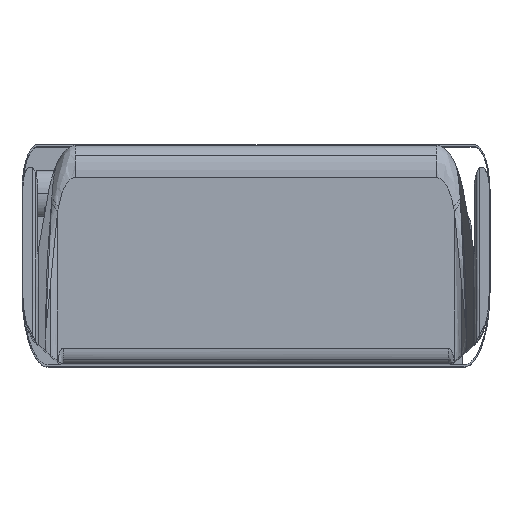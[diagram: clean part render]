
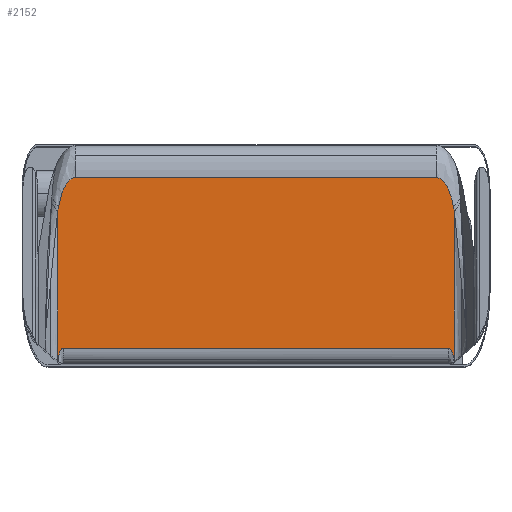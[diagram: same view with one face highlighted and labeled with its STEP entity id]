
A CAD part, top view. The second image highlights one B-rep face of the part: STEP entity #2152.
In plain terms, the highlighted planar face has unit normal (0, 0, 1).
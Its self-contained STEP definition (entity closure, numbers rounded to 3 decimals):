
#580 = CARTESIAN_POINT ( 'NONE',  ( -8.477, -4.574, 40.94 ) ) ;
#661 = CARTESIAN_POINT ( 'NONE',  ( 8.981, -4.142, 40.94 ) ) ;
#724 = CARTESIAN_POINT ( 'NONE',  ( -8.487, -4.566, 40.94 ) ) ;
#812 = FACE_OUTER_BOUND ( 'NONE', #2210, .T. ) ;
#1150 = CARTESIAN_POINT ( 'NONE',  ( 8.678, 3.284, 40.94 ) ) ;
#1164 = CARTESIAN_POINT ( 'NONE',  ( -8.482, -4.57, 40.94 ) ) ;
#1289 = CARTESIAN_POINT ( 'NONE',  ( -8.485, -4.567, 40.94 ) ) ;
#1351 = CARTESIAN_POINT ( 'NONE',  ( 8.372, -4.02, 40.94 ) ) ;
#1464 =( BOUNDED_CURVE ( )  B_SPLINE_CURVE ( 3, ( #9629, #19016, #7331, #3654 ),
 .UNSPECIFIED., .F., .T. ) 
 B_SPLINE_CURVE_WITH_KNOTS ( ( 4, 4 ),
 ( 0., 1. ),
 .UNSPECIFIED. ) 
 CURVE ( )  GEOMETRIC_REPRESENTATION_ITEM ( )  RATIONAL_B_SPLINE_CURVE ( ( 1., 0.9, 0.9, 1. ) ) 
 REPRESENTATION_ITEM ( '' )  );
#1475 = EDGE_CURVE ( 'NONE', #13038, #6302, #12529, .T. ) ;
#1862 = LINE ( 'NONE', #4303, #6727 ) ;
#2046 = VECTOR ( 'NONE', #4428, 1000. ) ;
#2152 = ADVANCED_FACE ( 'NONE', ( #812 ), #28911, .F. ) ;
#2210 = EDGE_LOOP ( 'NONE', ( #4528, #3096, #23040, #26188, #19648, #9769, #9728, #23905, #10330, #16624, #9239, #11155, #2312, #18646 ) ) ;
#2312 = ORIENTED_EDGE ( 'NONE', *, *, #7729, .F. ) ;
#2754 = CARTESIAN_POINT ( 'NONE',  ( -7.737, 3.284, 40.94 ) ) ;
#2849 = CARTESIAN_POINT ( 'NONE',  ( -8.477, -4.574, 40.94 ) ) ;
#2856 = CARTESIAN_POINT ( 'NONE',  ( -8.48, -4.572, 40.94 ) ) ;
#3096 = ORIENTED_EDGE ( 'NONE', *, *, #24927, .F. ) ;
#3250 = AXIS2_PLACEMENT_3D ( 'NONE', #5530, #10112, #7675 ) ;
#3391 = CARTESIAN_POINT ( 'NONE',  ( 8.482, -4.57, 40.94 ) ) ;
#3432 = DIRECTION ( 'NONE',  ( 1., 0., 0. ) ) ;
#3654 = CARTESIAN_POINT ( 'NONE',  ( 8.457, 2.013, 40.94 ) ) ;
#4158 = DIRECTION ( 'NONE',  ( -0.759, 0.651, 0. ) ) ;
#4303 = CARTESIAN_POINT ( 'NONE',  ( -0.58, -4.02, 40.94 ) ) ;
#4359 = VERTEX_POINT ( 'NONE', #10915 ) ;
#4383 = VECTOR ( 'NONE', #3432, 1000. ) ;
#4428 = DIRECTION ( 'NONE',  ( 0., 1., 0. ) ) ;
#4528 = ORIENTED_EDGE ( 'NONE', *, *, #19452, .F. ) ;
#4535 = VERTEX_POINT ( 'NONE', #7715 ) ;
#5530 = CARTESIAN_POINT ( 'NONE',  ( 8.822, -4.664, 40.94 ) ) ;
#5620 = VERTEX_POINT ( 'NONE', #10373 ) ;
#5825 = EDGE_CURVE ( 'NONE', #21216, #13038, #18671, .T. ) ;
#6302 = VERTEX_POINT ( 'NONE', #9332 ) ;
#6594 =( BOUNDED_CURVE ( )  B_SPLINE_CURVE ( 3, ( #580, #2856, #1164, #10464 ),
 .UNSPECIFIED., .F., .F. ) 
 B_SPLINE_CURVE_WITH_KNOTS ( ( 4, 4 ),
 ( 0., 1. ),
 .UNSPECIFIED. ) 
 CURVE ( )  GEOMETRIC_REPRESENTATION_ITEM ( )  RATIONAL_B_SPLINE_CURVE ( ( 1., 1., 1., 1. ) ) 
 REPRESENTATION_ITEM ( '' )  );
#6637 = CARTESIAN_POINT ( 'NONE',  ( -8.254, -4.02, 40.94 ) ) ;
#6727 = VECTOR ( 'NONE', #29830, 1000. ) ;
#7176 = CARTESIAN_POINT ( 'NONE',  ( -8.487, 1.842, 40.94 ) ) ;
#7331 = CARTESIAN_POINT ( 'NONE',  ( 8.317, 2.814, 40.94 ) ) ;
#7675 = DIRECTION ( 'NONE',  ( 0., -1., 0. ) ) ;
#7715 = CARTESIAN_POINT ( 'NONE',  ( 8.457, 2.013, 40.94 ) ) ;
#7729 = EDGE_CURVE ( 'NONE', #28671, #19513, #29649, .T. ) ;
#8028 = CARTESIAN_POINT ( 'NONE',  ( 8.477, -4.574, 40.94 ) ) ;
#8092 = VERTEX_POINT ( 'NONE', #7176 ) ;
#8731 = LINE ( 'NONE', #11314, #23822 ) ;
#9157 = CARTESIAN_POINT ( 'NONE',  ( -8.487, -4.664, 40.94 ) ) ;
#9239 = ORIENTED_EDGE ( 'NONE', *, *, #18904, .F. ) ;
#9332 = CARTESIAN_POINT ( 'NONE',  ( 8.485, -4.567, 40.94 ) ) ;
#9629 = CARTESIAN_POINT ( 'NONE',  ( 7.737, 3.284, 40.94 ) ) ;
#9665 =( BOUNDED_CURVE ( )  B_SPLINE_CURVE ( 3, ( #17319, #3391, #24176, #27333 ),
 .UNSPECIFIED., .F., .T. ) 
 B_SPLINE_CURVE_WITH_KNOTS ( ( 4, 4 ),
 ( 0., 1. ),
 .UNSPECIFIED. ) 
 CURVE ( )  GEOMETRIC_REPRESENTATION_ITEM ( )  RATIONAL_B_SPLINE_CURVE ( ( 1., 1., 1., 1. ) ) 
 REPRESENTATION_ITEM ( '' )  );
#9728 = ORIENTED_EDGE ( 'NONE', *, *, #13818, .F. ) ;
#9769 = ORIENTED_EDGE ( 'NONE', *, *, #22299, .F. ) ;
#10112 = DIRECTION ( 'NONE',  ( 0., 0., -1. ) ) ;
#10330 = ORIENTED_EDGE ( 'NONE', *, *, #23990, .F. ) ;
#10373 = CARTESIAN_POINT ( 'NONE',  ( 8.254, -4.02, 40.94 ) ) ;
#10464 = CARTESIAN_POINT ( 'NONE',  ( -8.485, -4.567, 40.94 ) ) ;
#10788 = CARTESIAN_POINT ( 'NONE',  ( -8.477, -4.574, 40.94 ) ) ;
#10798 = CARTESIAN_POINT ( 'NONE',  ( 8.487, 1.842, 40.94 ) ) ;
#10915 = CARTESIAN_POINT ( 'NONE',  ( -8.457, 2.013, 40.94 ) ) ;
#10987 = LINE ( 'NONE', #9157, #2046 ) ;
#11155 = ORIENTED_EDGE ( 'NONE', *, *, #28512, .F. ) ;
#11314 = CARTESIAN_POINT ( 'NONE',  ( -0.887, -11.08, 40.94 ) ) ;
#11320 = CARTESIAN_POINT ( 'NONE',  ( 7.737, 3.284, 40.94 ) ) ;
#11404 = CARTESIAN_POINT ( 'NONE',  ( 8.487, -4.664, 40.94 ) ) ;
#11723 = LINE ( 'NONE', #21425, #12607 ) ;
#11949 = DIRECTION ( 'NONE',  ( 0.172, 0.985, 0. ) ) ;
#12164 =( BOUNDED_CURVE ( )  B_SPLINE_CURVE ( 3, ( #29586, #18022, #1351, #17571 ),
 .UNSPECIFIED., .F., .F. ) 
 B_SPLINE_CURVE_WITH_KNOTS ( ( 4, 4 ),
 ( 0., 1. ),
 .UNSPECIFIED. ) 
 CURVE ( )  GEOMETRIC_REPRESENTATION_ITEM ( )  RATIONAL_B_SPLINE_CURVE ( ( 1., 0.837, 0.837, 1. ) ) 
 REPRESENTATION_ITEM ( '' )  );
#12340 = VERTEX_POINT ( 'NONE', #724 ) ;
#12529 = LINE ( 'NONE', #661, #28114 ) ;
#12607 = VECTOR ( 'NONE', #28406, 1000. ) ;
#12750 = CARTESIAN_POINT ( 'NONE',  ( -8.254, -4.02, 40.94 ) ) ;
#13038 = VERTEX_POINT ( 'NONE', #27228 ) ;
#13577 = EDGE_CURVE ( 'NONE', #4535, #21216, #11723, .T. ) ;
#13818 = EDGE_CURVE ( 'NONE', #29791, #25885, #22114, .T. ) ;
#14893 = VERTEX_POINT ( 'NONE', #8028 ) ;
#16624 = ORIENTED_EDGE ( 'NONE', *, *, #24153, .F. ) ;
#16724 = CARTESIAN_POINT ( 'NONE',  ( -7.018, 10.233, 40.94 ) ) ;
#16728 = VECTOR ( 'NONE', #11949, 1000. ) ;
#17157 = CARTESIAN_POINT ( 'NONE',  ( -7.737, 3.284, 40.94 ) ) ;
#17319 = CARTESIAN_POINT ( 'NONE',  ( 8.485, -4.567, 40.94 ) ) ;
#17571 = CARTESIAN_POINT ( 'NONE',  ( 8.254, -4.02, 40.94 ) ) ;
#18022 = CARTESIAN_POINT ( 'NONE',  ( 8.461, -4.241, 40.94 ) ) ;
#18646 = ORIENTED_EDGE ( 'NONE', *, *, #18877, .F. ) ;
#18671 = LINE ( 'NONE', #11404, #25238 ) ;
#18877 = EDGE_CURVE ( 'NONE', #5620, #28671, #1862, .T. ) ;
#18904 = EDGE_CURVE ( 'NONE', #29645, #12340, #8731, .T. ) ;
#19016 = CARTESIAN_POINT ( 'NONE',  ( 8.05, 3.284, 40.94 ) ) ;
#19294 = CARTESIAN_POINT ( 'NONE',  ( -8.05, 3.284, 40.94 ) ) ;
#19450 = CARTESIAN_POINT ( 'NONE',  ( -8.317, 2.814, 40.94 ) ) ;
#19452 = EDGE_CURVE ( 'NONE', #14893, #5620, #12164, .T. ) ;
#19513 = VERTEX_POINT ( 'NONE', #10788 ) ;
#19547 = CARTESIAN_POINT ( 'NONE',  ( -8.45, -4.02, 40.94 ) ) ;
#19592 = CARTESIAN_POINT ( 'NONE',  ( -8.457, 2.013, 40.94 ) ) ;
#19648 = ORIENTED_EDGE ( 'NONE', *, *, #13577, .F. ) ;
#21216 = VERTEX_POINT ( 'NONE', #10798 ) ;
#21425 = CARTESIAN_POINT ( 'NONE',  ( 9.185, -2.149, 40.94 ) ) ;
#22114 = LINE ( 'NONE', #1150, #4383 ) ;
#22299 = EDGE_CURVE ( 'NONE', #25885, #4535, #1464, .T. ) ;
#23040 = ORIENTED_EDGE ( 'NONE', *, *, #1475, .F. ) ;
#23041 = DIRECTION ( 'NONE',  ( 0., -1., 0. ) ) ;
#23822 = VECTOR ( 'NONE', #4158, 1000. ) ;
#23905 = ORIENTED_EDGE ( 'NONE', *, *, #25319, .F. ) ;
#23990 = EDGE_CURVE ( 'NONE', #8092, #4359, #26007, .T. ) ;
#24153 = EDGE_CURVE ( 'NONE', #12340, #8092, #10987, .T. ) ;
#24176 = CARTESIAN_POINT ( 'NONE',  ( 8.48, -4.572, 40.94 ) ) ;
#24927 = EDGE_CURVE ( 'NONE', #6302, #14893, #9665, .T. ) ;
#25238 = VECTOR ( 'NONE', #23041, 1000. ) ;
#25319 = EDGE_CURVE ( 'NONE', #4359, #29791, #28826, .T. ) ;
#25885 = VERTEX_POINT ( 'NONE', #11320 ) ;
#26007 = LINE ( 'NONE', #16724, #16728 ) ;
#26188 = ORIENTED_EDGE ( 'NONE', *, *, #5825, .F. ) ;
#27228 = CARTESIAN_POINT ( 'NONE',  ( 8.487, -4.566, 40.94 ) ) ;
#27333 = CARTESIAN_POINT ( 'NONE',  ( 8.477, -4.574, 40.94 ) ) ;
#28114 = VECTOR ( 'NONE', #28609, 1000. ) ;
#28406 = DIRECTION ( 'NONE',  ( 0.172, -0.985, 0. ) ) ;
#28512 = EDGE_CURVE ( 'NONE', #19513, #29645, #6594, .T. ) ;
#28609 = DIRECTION ( 'NONE',  ( -0.759, -0.651, 0. ) ) ;
#28671 = VERTEX_POINT ( 'NONE', #6637 ) ;
#28826 =( BOUNDED_CURVE ( )  B_SPLINE_CURVE ( 3, ( #19592, #19450, #19294, #2754 ),
 .UNSPECIFIED., .F., .F. ) 
 B_SPLINE_CURVE_WITH_KNOTS ( ( 4, 4 ),
 ( 0., 1. ),
 .UNSPECIFIED. ) 
 CURVE ( )  GEOMETRIC_REPRESENTATION_ITEM ( )  RATIONAL_B_SPLINE_CURVE ( ( 1., 0.9, 0.9, 1. ) ) 
 REPRESENTATION_ITEM ( '' )  );
#28911 = PLANE ( 'NONE',  #3250 ) ;
#29586 = CARTESIAN_POINT ( 'NONE',  ( 8.477, -4.574, 40.94 ) ) ;
#29645 = VERTEX_POINT ( 'NONE', #1289 ) ;
#29649 =( BOUNDED_CURVE ( )  B_SPLINE_CURVE ( 2, ( #12750, #19547, #2849 ),
 .UNSPECIFIED., .F., .T. ) 
 B_SPLINE_CURVE_WITH_KNOTS ( ( 3, 3 ),
 ( 0., 1. ),
 .UNSPECIFIED. ) 
 CURVE ( )  GEOMETRIC_REPRESENTATION_ITEM ( )  RATIONAL_B_SPLINE_CURVE ( ( 1., 0.735, 0.949 ) ) 
 REPRESENTATION_ITEM ( '' )  );
#29791 = VERTEX_POINT ( 'NONE', #17157 ) ;
#29830 = DIRECTION ( 'NONE',  ( -1., 0., 0. ) ) ;
